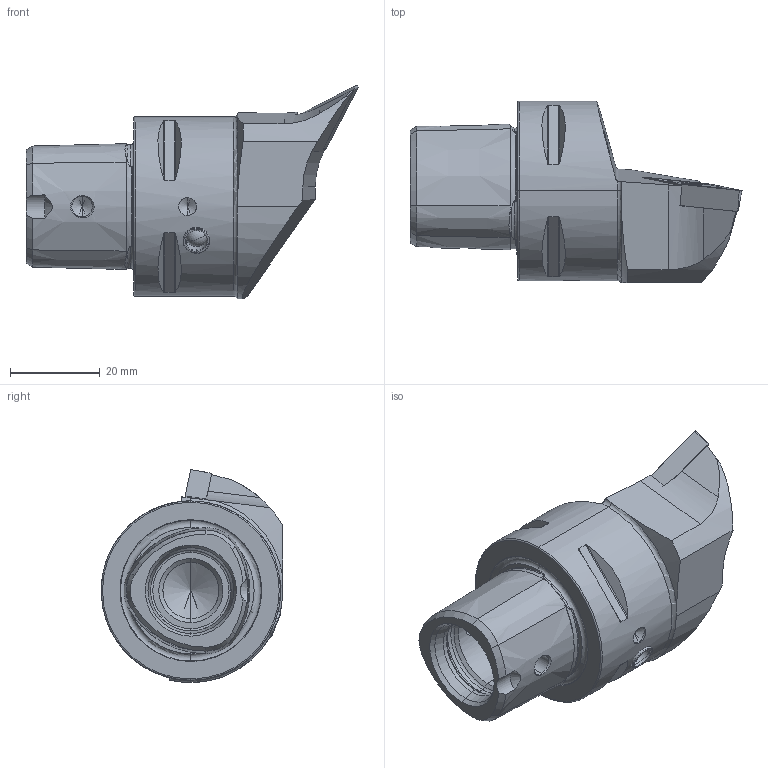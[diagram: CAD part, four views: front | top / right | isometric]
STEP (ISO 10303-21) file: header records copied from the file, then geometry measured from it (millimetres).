
FILE_DESCRIPTION (( 'STEP AP203' ), '1' );
FILE_NAME ('PS4-KVF.LPA.050.STEP', '2012-05-02T12:53:18', ( 'baer' ), ( 'Hewlett-Packard Company' ), 'SwSTEP 2.0', 'SolidWorks 2012', '' );
FILE_SCHEMA (( 'CONFIG_CONTROL_DESIGN' ));
Length unit declared in the file: millimetre
Products named in the file (5): PS4-KVF.LPA.050_A; WCB-ER2.001.009_A; VBMT160404; KVT_MB_600_060; PS4-KVF.LPA.050
Assembly tree (4 placements, depth 2):
  PS4-KVF.LPA.050
    PS4-KVF.LPA.050_A
    WCB-ER2.001.009_A
    VBMT160404
    KVT_MB_600_060
Bounding box: 74.01 x 40.5 x 47.51 mm (x, y, z)
Volume: 44649 mm3; surface area: 12832.5 mm2
Topology: 5 solids, 5 shells, 289 faces, 713 edges, 427 vertices
Faces by surface type: cone 98, cylinder 72, plane 56, torus 43, bspline 16, sphere 4
Entity records: 10163 total; most frequent: CARTESIAN_POINT 3238, ORIENTED_EDGE 1384, DIRECTION 1299, EDGE_CURVE 692, AXIS2_PLACEMENT_3D 533, VERTEX_POINT 424, EDGE_LOOP 308, FACE_OUTER_BOUND 289
